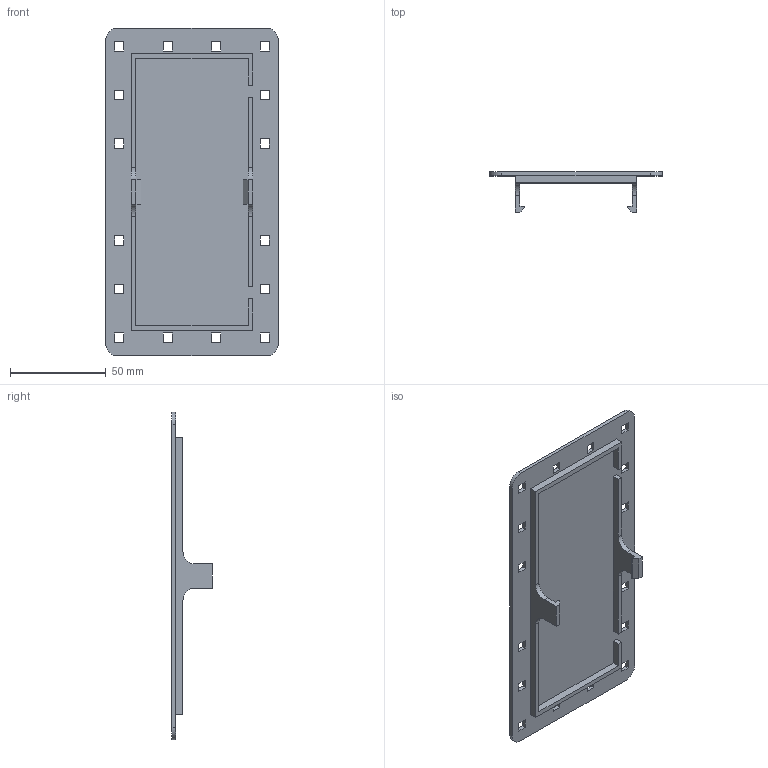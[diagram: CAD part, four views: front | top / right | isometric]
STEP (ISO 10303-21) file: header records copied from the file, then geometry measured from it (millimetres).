
FILE_DESCRIPTION(/* description */ (''),/* implementation_level */ '2;1');
FILE_NAME(/* name */ '12 V Battery Holder v1.step',/* time_stamp */ '2018-09-09T16:38:56-04:00',/* author */ ('Xaveagle'),/* organization */ (''),/* preprocessor_version */ 'ST-DEVELOPER v17.2',/* originating_system */ 'Autodesk Translation Framework v7.6.0.251',/* authorisation */ '');
FILE_SCHEMA (('AUTOMOTIVE_DESIGN { 1 0 10303 214 3 1 1 }'));
Length unit declared in the file: inch
Products named in the file (1): 12 V Battery Holder
Bounding box: 90.49 x 21.05 x 171.45 mm (x, y, z)
Volume: 35223.8 mm3; surface area: 35982 mm2
Topology: 1 solids, 1 shells, 111 faces, 320 edges, 213 vertices
Faces by surface type: plane 103, cylinder 8
Entity records: 3681 total; most frequent: CARTESIAN_POINT 645, ORIENTED_EDGE 640, DIRECTION 560, EDGE_CURVE 320, LINE 304, VECTOR 304, VERTEX_POINT 213, EDGE_LOOP 145
